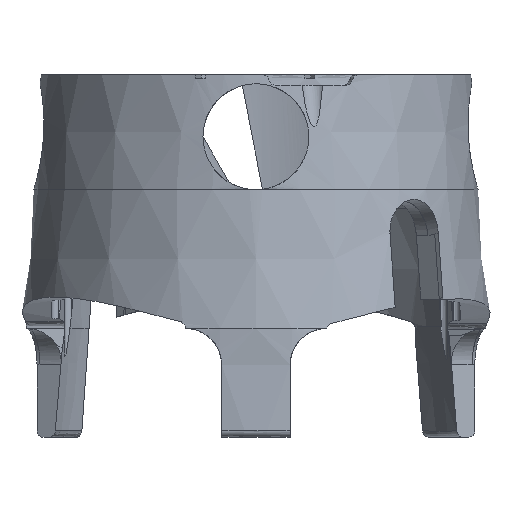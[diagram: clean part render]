
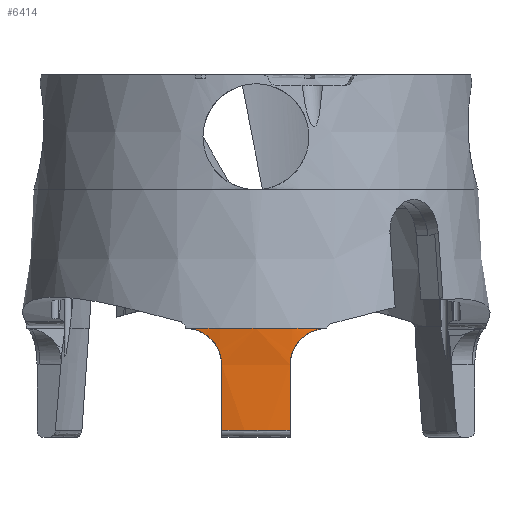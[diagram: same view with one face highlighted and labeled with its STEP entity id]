
A CAD part, front view. The second image highlights one B-rep face of the part: STEP entity #6414.
In plain terms, the highlighted cylindrical face has radius 68.917 mm (diameter 137.834 mm), a partial arc.
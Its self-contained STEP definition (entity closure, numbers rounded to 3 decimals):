
#95=CIRCLE('',#6817,68.917);
#99=CIRCLE('',#6825,68.917);
#100=CIRCLE('',#6826,68.917);
#101=CIRCLE('',#6827,68.917);
#686=B_SPLINE_CURVE_WITH_KNOTS('',3,(#11861,#11862,#11863,#11864,#11865,
#11866,#11867,#11868,#11869,#11870,#11871,#11872,#11873,#11874,#11875,#11876,
#11877,#11878,#11879),.UNSPECIFIED.,.F.,.F.,(4,2,3,2,2,3,3,4),(-0.072,
0.047,0.468,0.576,0.997,
1.428,1.624,1.627),.UNSPECIFIED.);
#687=B_SPLINE_CURVE_WITH_KNOTS('',3,(#11887,#11888,#11889,#11890,#11891,
#11892,#11893,#11894,#11895,#11896,#11897,#11898,#11899,#11900,#11901,#11902,
#11903,#11904,#11905,#11906,#11907,#11908,#11909),.UNSPECIFIED.,.F.,.F.,
(4,2,3,3,3,3,2,3,4),(-1.607,-1.563,-1.213,
-1.191,-1.129,-0.874,-0.676,
-0.4,0.),.UNSPECIFIED.);
#688=B_SPLINE_CURVE_WITH_KNOTS('',3,(#11913,#11914,#11915,#11916),
 .UNSPECIFIED.,.F.,.F.,(4,4),(0.,0.007),.UNSPECIFIED.);
#689=B_SPLINE_CURVE_WITH_KNOTS('',3,(#11917,#11918,#11919,#11920),
 .UNSPECIFIED.,.F.,.F.,(4,4),(0.047,0.05),
 .UNSPECIFIED.);
#953=CYLINDRICAL_SURFACE('',#6824,68.917);
#1138=FACE_OUTER_BOUND('',#1457,.T.);
#1457=EDGE_LOOP('',(#4864,#4865,#4866,#4867,#4868,#4869,#4870,#4871,#4872,
#4873,#4874));
#1712=LINE('',#8821,#2039);
#1841=LINE('',#11881,#2168);
#1842=LINE('',#11885,#2169);
#2039=VECTOR('',#7130,10.);
#2168=VECTOR('',#7573,10.);
#2169=VECTOR('',#7576,10.);
#2407=VERTEX_POINT('',#8815);
#2408=VERTEX_POINT('',#8820);
#2750=VERTEX_POINT('',#11746);
#2758=VERTEX_POINT('',#11858);
#2759=VERTEX_POINT('',#11860);
#2760=VERTEX_POINT('',#11880);
#2761=VERTEX_POINT('',#11882);
#2762=VERTEX_POINT('',#11884);
#2763=VERTEX_POINT('',#11886);
#2764=VERTEX_POINT('',#11910);
#2765=VERTEX_POINT('',#11912);
#3107=EDGE_CURVE('',#2408,#2407,#1712,.T.);
#3560=EDGE_CURVE('',#2408,#2750,#95,.T.);
#3572=EDGE_CURVE('',#2758,#2407,#99,.T.);
#3573=EDGE_CURVE('',#2759,#2758,#686,.T.);
#3574=EDGE_CURVE('',#2760,#2759,#1841,.T.);
#3575=EDGE_CURVE('',#2761,#2760,#100,.T.);
#3576=EDGE_CURVE('',#2762,#2761,#1842,.T.);
#3577=EDGE_CURVE('',#2763,#2762,#687,.T.);
#3578=EDGE_CURVE('',#2764,#2763,#101,.T.);
#3579=EDGE_CURVE('',#2764,#2765,#688,.T.);
#3580=EDGE_CURVE('',#2765,#2750,#689,.T.);
#4864=ORIENTED_EDGE('',*,*,#3107,.T.);
#4865=ORIENTED_EDGE('',*,*,#3572,.F.);
#4866=ORIENTED_EDGE('',*,*,#3573,.F.);
#4867=ORIENTED_EDGE('',*,*,#3574,.F.);
#4868=ORIENTED_EDGE('',*,*,#3575,.F.);
#4869=ORIENTED_EDGE('',*,*,#3576,.F.);
#4870=ORIENTED_EDGE('',*,*,#3577,.F.);
#4871=ORIENTED_EDGE('',*,*,#3578,.F.);
#4872=ORIENTED_EDGE('',*,*,#3579,.T.);
#4873=ORIENTED_EDGE('',*,*,#3580,.T.);
#4874=ORIENTED_EDGE('',*,*,#3560,.F.);
#6414=ADVANCED_FACE('',(#1138),#953,.T.);
#6817=AXIS2_PLACEMENT_3D('',#11747,#7552,#7553);
#6824=AXIS2_PLACEMENT_3D('',#11857,#7569,#7570);
#6825=AXIS2_PLACEMENT_3D('',#11859,#7571,#7572);
#6826=AXIS2_PLACEMENT_3D('',#11883,#7574,#7575);
#6827=AXIS2_PLACEMENT_3D('',#11911,#7577,#7578);
#7130=DIRECTION('',(0.,0.,-1.));
#7552=DIRECTION('center_axis',(0.,0.,1.));
#7553=DIRECTION('ref_axis',(1.,0.,0.));
#7569=DIRECTION('center_axis',(0.,0.,1.));
#7570=DIRECTION('ref_axis',(0.,-1.,0.));
#7571=DIRECTION('center_axis',(0.,0.,-1.));
#7572=DIRECTION('ref_axis',(0.,-1.,0.));
#7573=DIRECTION('',(0.,0.,1.));
#7574=DIRECTION('center_axis',(0.,0.,-1.));
#7575=DIRECTION('ref_axis',(0.,-1.,0.));
#7576=DIRECTION('',(0.,0.,-1.));
#7577=DIRECTION('center_axis',(0.,0.,-1.));
#7578=DIRECTION('ref_axis',(0.,-1.,0.));
#8815=CARTESIAN_POINT('',(-20.642,-65.753,-67.2));
#8820=CARTESIAN_POINT('',(-20.642,-65.753,-67.152));
#8821=CARTESIAN_POINT('',(-20.642,-65.753,-83.076));
#11746=CARTESIAN_POINT('',(20.72,-65.729,-67.152));
#11747=CARTESIAN_POINT('Origin',(0.,0.,-67.152));
#11857=CARTESIAN_POINT('Origin',(0.,0.,-83.076));
#11858=CARTESIAN_POINT('',(-20.64,-65.754,-67.2));
#11859=CARTESIAN_POINT('Origin',(0.,0.,-67.2));
#11860=CARTESIAN_POINT('',(-10.,-68.188,-77.84));
#11861=CARTESIAN_POINT('Ctrl Pts',(-10.,-68.188,-77.84));
#11862=CARTESIAN_POINT('Ctrl Pts',(-10.,-68.188,-77.442));
#11863=CARTESIAN_POINT('Ctrl Pts',(-10.022,-68.185,
-77.045));
#11864=CARTESIAN_POINT('Ctrl Pts',(-10.224,-68.155,
-75.253));
#11865=CARTESIAN_POINT('Ctrl Pts',(-10.656,-68.092,
-73.905));
#11866=CARTESIAN_POINT('Ctrl Pts',(-11.334,-67.979,
-72.681));
#11867=CARTESIAN_POINT('Ctrl Pts',(-11.509,-67.95,
-72.367));
#11868=CARTESIAN_POINT('Ctrl Pts',(-11.699,-67.917,
-72.062));
#11869=CARTESIAN_POINT('Ctrl Pts',(-12.7,-67.742,
-70.621));
#11870=CARTESIAN_POINT('Ctrl Pts',(-13.71,-67.55,
-69.649));
#11871=CARTESIAN_POINT('Ctrl Pts',(-16.058,-67.031,
-68.133));
#11872=CARTESIAN_POINT('Ctrl Pts',(-17.375,-66.706,
-67.619));
#11873=CARTESIAN_POINT('Ctrl Pts',(-18.739,-66.321,-67.371));
#11874=CARTESIAN_POINT('Ctrl Pts',(-19.36,-66.145,-67.259));
#11875=CARTESIAN_POINT('Ctrl Pts',(-19.986,-65.959,
-67.202));
#11876=CARTESIAN_POINT('Ctrl Pts',(-20.61,-65.763,
-67.2));
#11877=CARTESIAN_POINT('Ctrl Pts',(-20.62,-65.76,
-67.2));
#11878=CARTESIAN_POINT('Ctrl Pts',(-20.63,-65.757,
-67.2));
#11879=CARTESIAN_POINT('Ctrl Pts',(-20.64,-65.754,
-67.2));
#11880=CARTESIAN_POINT('',(-10.,-68.188,-97.));
#11881=CARTESIAN_POINT('',(-10.,-68.188,-83.076));
#11882=CARTESIAN_POINT('',(10.,-68.188,-97.));
#11883=CARTESIAN_POINT('Origin',(0.,0.,-97.));
#11884=CARTESIAN_POINT('',(10.,-68.188,-77.84));
#11885=CARTESIAN_POINT('',(10.,-68.188,-83.076));
#11886=CARTESIAN_POINT('',(20.64,-65.754,-67.2));
#11887=CARTESIAN_POINT('Ctrl Pts',(20.64,-65.754,-67.2));
#11888=CARTESIAN_POINT('Ctrl Pts',(20.489,-65.801,-67.2));
#11889=CARTESIAN_POINT('Ctrl Pts',(20.338,-65.848,-67.203));
#11890=CARTESIAN_POINT('Ctrl Pts',(19.005,-66.257,-67.26));
#11891=CARTESIAN_POINT('Ctrl Pts',(17.828,-66.581,-67.508));
#11892=CARTESIAN_POINT('Ctrl Pts',(16.707,-66.861,-67.953));
#11893=CARTESIAN_POINT('Ctrl Pts',(16.638,-66.879,-67.981));
#11894=CARTESIAN_POINT('Ctrl Pts',(16.57,-66.896,-68.009));
#11895=CARTESIAN_POINT('Ctrl Pts',(16.501,-66.912,-68.038));
#11896=CARTESIAN_POINT('Ctrl Pts',(16.302,-66.962,-68.122));
#11897=CARTESIAN_POINT('Ctrl Pts',(16.106,-67.009,-68.212));
#11898=CARTESIAN_POINT('Ctrl Pts',(15.912,-67.055,-68.308));
#11899=CARTESIAN_POINT('Ctrl Pts',(15.124,-67.242,-68.699));
#11900=CARTESIAN_POINT('Ctrl Pts',(14.384,-67.403,-69.188));
#11901=CARTESIAN_POINT('Ctrl Pts',(13.71,-67.54,-69.767));
#11902=CARTESIAN_POINT('Ctrl Pts',(13.184,-67.646,-70.218));
#11903=CARTESIAN_POINT('Ctrl Pts',(12.702,-67.738,-70.72));
#11904=CARTESIAN_POINT('Ctrl Pts',(11.671,-67.924,-72.033));
#11905=CARTESIAN_POINT('Ctrl Pts',(11.177,-68.006,-72.879));
#11906=CARTESIAN_POINT('Ctrl Pts',(10.804,-68.065,-73.782));
#11907=CARTESIAN_POINT('Ctrl Pts',(10.266,-68.15,-75.087));
#11908=CARTESIAN_POINT('Ctrl Pts',(10.,-68.188,-76.507));
#11909=CARTESIAN_POINT('Ctrl Pts',(10.,-68.188,-77.84));
#11910=CARTESIAN_POINT('',(20.642,-65.753,-67.2));
#11911=CARTESIAN_POINT('Origin',(0.,0.,-67.2));
#11912=CARTESIAN_POINT('',(20.711,-65.731,-67.182));
#11913=CARTESIAN_POINT('Ctrl Pts',(20.642,-65.753,-67.2));
#11914=CARTESIAN_POINT('Ctrl Pts',(20.665,-65.746,-67.194));
#11915=CARTESIAN_POINT('Ctrl Pts',(20.688,-65.739,-67.188));
#11916=CARTESIAN_POINT('Ctrl Pts',(20.711,-65.731,-67.182));
#11917=CARTESIAN_POINT('Ctrl Pts',(20.711,-65.731,-67.182));
#11918=CARTESIAN_POINT('Ctrl Pts',(20.715,-65.73,-67.172));
#11919=CARTESIAN_POINT('Ctrl Pts',(20.718,-65.729,-67.162));
#11920=CARTESIAN_POINT('Ctrl Pts',(20.721,-65.727,-67.152));
